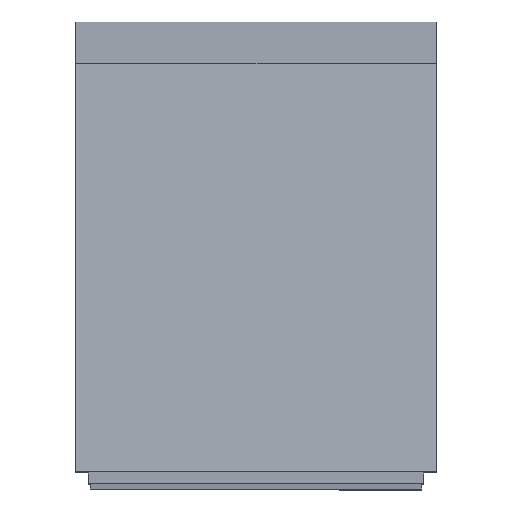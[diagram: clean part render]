
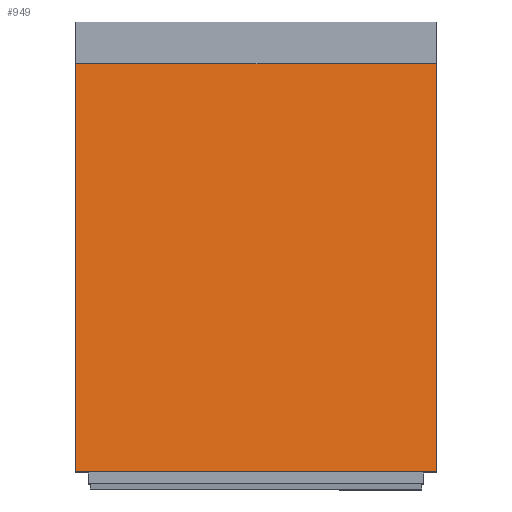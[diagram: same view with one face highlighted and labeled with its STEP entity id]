
A CAD part, top view. The second image highlights one B-rep face of the part: STEP entity #949.
In plain terms, the highlighted planar face has unit normal (0, 0.095, 0.996).
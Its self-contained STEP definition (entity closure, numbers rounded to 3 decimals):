
#34 = DIRECTION ( 'NONE',  ( 1., 0., 0. ) ) ;
#41 = AXIS2_PLACEMENT_3D ( 'NONE', #698, #2163, #2176 ) ;
#85 = VECTOR ( 'NONE', #642, 1000. ) ;
#108 = VERTEX_POINT ( 'NONE', #1232 ) ;
#148 = ORIENTED_EDGE ( 'NONE', *, *, #2160, .T. ) ;
#151 = ORIENTED_EDGE ( 'NONE', *, *, #243, .F. ) ;
#161 = VECTOR ( 'NONE', #1390, 1000. ) ;
#243 = EDGE_CURVE ( 'NONE', #1765, #2337, #1143, .T. ) ;
#275 = CARTESIAN_POINT ( 'NONE',  ( -657.176, -181., 153.503 ) ) ;
#499 = LINE ( 'NONE', #2314, #161 ) ;
#542 = CARTESIAN_POINT ( 'NONE',  ( -180.5, -181., 153.503 ) ) ;
#558 = VECTOR ( 'NONE', #2206, 1000. ) ;
#642 = DIRECTION ( 'NONE',  ( 1., 0., 0. ) ) ;
#645 = ORIENTED_EDGE ( 'NONE', *, *, #1568, .F. ) ;
#698 = CARTESIAN_POINT ( 'NONE',  ( 178.5, -181., 153.503 ) ) ;
#712 = CARTESIAN_POINT ( 'NONE',  ( -180.5, 227.549, 114.5 ) ) ;
#843 = VECTOR ( 'NONE', #34, 1000. ) ;
#926 = CARTESIAN_POINT ( 'NONE',  ( -180.5, -181., 153.503 ) ) ;
#949 = ADVANCED_FACE ( 'NONE', ( #2329 ), #1217, .T. ) ;
#1045 = EDGE_CURVE ( 'NONE', #1210, #1765, #1863, .T. ) ;
#1143 = LINE ( 'NONE', #1825, #843 ) ;
#1187 = LINE ( 'NONE', #275, #85 ) ;
#1210 = VERTEX_POINT ( 'NONE', #926 ) ;
#1217 = PLANE ( 'NONE',  #41 ) ;
#1227 = CARTESIAN_POINT ( 'NONE',  ( 180.5, 227.549, 114.5 ) ) ;
#1232 = CARTESIAN_POINT ( 'NONE',  ( 180.5, -181., 153.503 ) ) ;
#1390 = DIRECTION ( 'NONE',  ( 0., -0.995, 0.095 ) ) ;
#1568 = EDGE_CURVE ( 'NONE', #2337, #108, #499, .T. ) ;
#1765 = VERTEX_POINT ( 'NONE', #712 ) ;
#1825 = CARTESIAN_POINT ( 'NONE',  ( -657.176, 227.549, 114.5 ) ) ;
#1863 = LINE ( 'NONE', #542, #558 ) ;
#1958 = ORIENTED_EDGE ( 'NONE', *, *, #1045, .F. ) ;
#2160 = EDGE_CURVE ( 'NONE', #1210, #108, #1187, .T. ) ;
#2163 = DIRECTION ( 'NONE',  ( 0., 0.095, 0.995 ) ) ;
#2176 = DIRECTION ( 'NONE',  ( 0., -0.995, 0.095 ) ) ;
#2206 = DIRECTION ( 'NONE',  ( 0., 0.995, -0.095 ) ) ;
#2259 = EDGE_LOOP ( 'NONE', ( #1958, #148, #645, #151 ) ) ;
#2314 = CARTESIAN_POINT ( 'NONE',  ( 180.5, -181., 153.503 ) ) ;
#2329 = FACE_OUTER_BOUND ( 'NONE', #2259, .T. ) ;
#2337 = VERTEX_POINT ( 'NONE', #1227 ) ;
